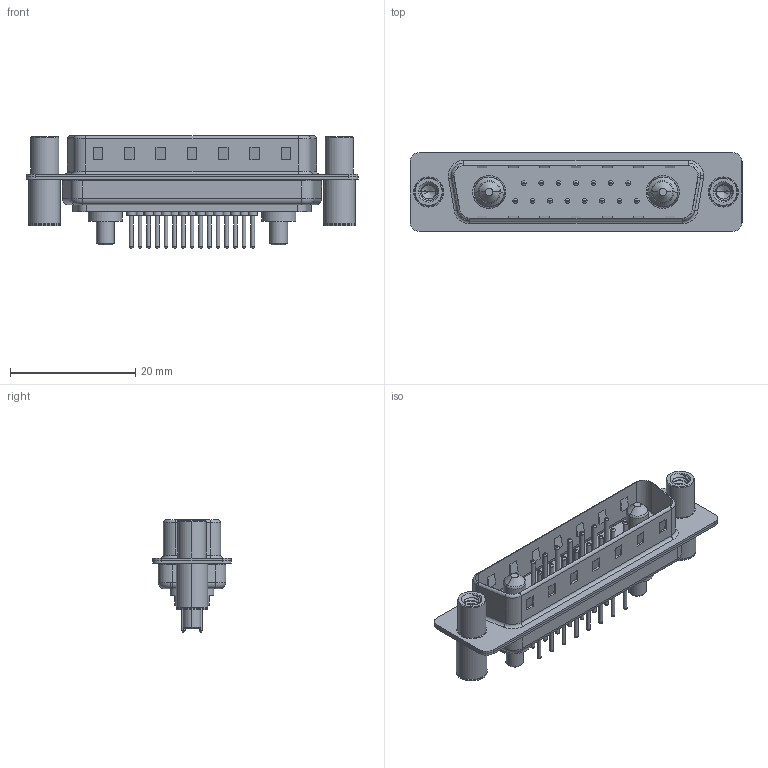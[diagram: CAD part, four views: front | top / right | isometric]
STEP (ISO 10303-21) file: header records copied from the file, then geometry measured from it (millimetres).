
FILE_DESCRIPTION (( 'STEP AP203' ), '1' );
FILE_NAME ('627-17W2224-2T4.STEP', '2019-05-27T16:06:51', ( '' ), ( '' ), 'SwSTEP 2.0', 'SolidWorks 2016', '' );
FILE_SCHEMA (( 'CONFIG_CONTROL_DESIGN' ));
Length unit declared in the file: millimetre
Products named in the file (8): 627Combo Shell Front_25 Contacts; 627Combo Threaded Standoff and Board Spacer_4; Power Pin_20A S; 627Combo Contact Row 1_24; 627Combo Contact Row 2_24; 627-17W2224-2T4; 627Combo Housing_17W2; 627Combo Shell Rear_25 Contacts
Assembly tree (22 placements, depth 2):
  627-17W2224-2T4
    627Combo Housing_17W2
    627Combo Shell Rear_25 Contacts
    627Combo Shell Front_25 Contacts
    627Combo Threaded Standoff and Board Spacer_4  x2
    Power Pin_20A S  x2
    627Combo Contact Row 1_24  x7
    627Combo Contact Row 2_24  x8
Bounding box: 53 x 12.6 x 17.9 mm (x, y, z)
Volume: 3143.3 mm3; surface area: 7317.5 mm2
Topology: 24 solids, 24 shells, 1097 faces, 2463 edges, 1504 vertices
Faces by surface type: cylinder 437, plane 302, torus 298, cone 44, bspline 16
Entity records: 21265 total; most frequent: CARTESIAN_POINT 5378, DIRECTION 3251, ORIENTED_EDGE 2924, EDGE_CURVE 1462, AXIS2_PLACEMENT_3D 1267, VERTEX_POINT 923, EDGE_LOOP 737, VECTOR 717
